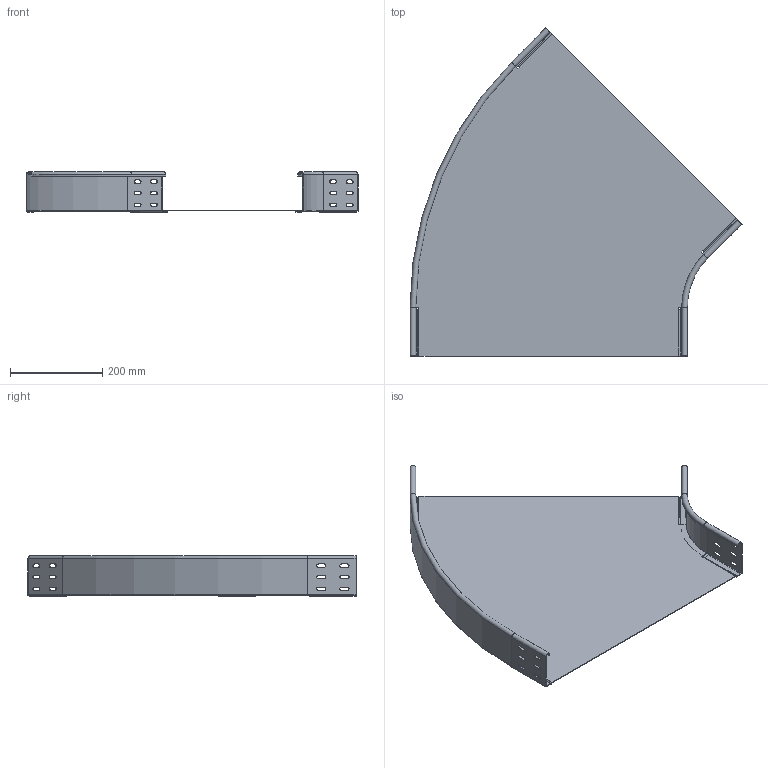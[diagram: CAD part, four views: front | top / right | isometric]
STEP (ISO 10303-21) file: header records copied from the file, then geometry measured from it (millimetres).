
FILE_DESCRIPTION (( 'STEP AP214' ), '1' );
FILE_NAME ('7000561.STP', '2018-03-21T13:25:00', ( '' ), ( '' ), 'SwSTEP 2.0', 'SolidWorks 2016', '' );
FILE_SCHEMA (( 'AUTOMOTIVE_DESIGN' ));
Length unit declared in the file: millimetre
Products named in the file (4): KTS 06.156-010_Aussenholm H=85 - B=600; KTS 06.152-011_Innenholm 85; KTS 06.126-017_Bodenblech B=600; 7000561
Assembly tree (3 placements, depth 2):
  7000561
    KTS 06.126-017_Bodenblech B=600
    KTS 06.152-011_Innenholm 85
    KTS 06.156-010_Aussenholm H=85 - B=600
Bounding box: 718.18 x 709.58 x 87 mm (x, y, z)
Volume: 658555.8 mm3; surface area: 928151.1 mm2
Topology: 3 solids, 3 shells, 238 faces, 680 edges, 448 vertices
Faces by surface type: plane 142, cylinder 92, torus 4
Entity records: 8010 total; most frequent: CARTESIAN_POINT 1372, ORIENTED_EDGE 1360, DIRECTION 1352, EDGE_CURVE 680, VECTOR 496, LINE 496, VERTEX_POINT 448, AXIS2_PLACEMENT_3D 428
